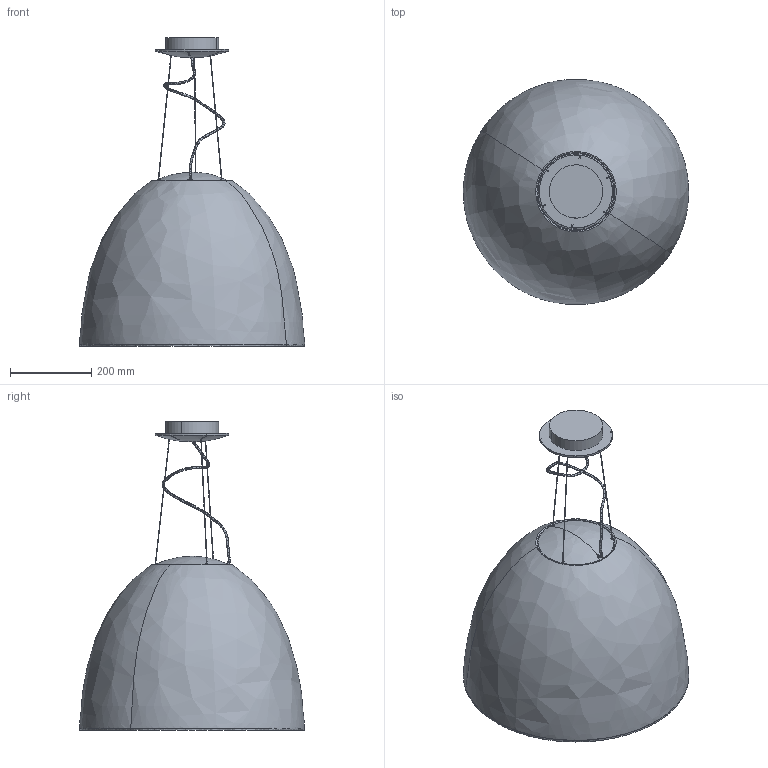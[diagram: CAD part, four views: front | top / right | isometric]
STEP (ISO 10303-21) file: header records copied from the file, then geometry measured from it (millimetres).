
FILE_DESCRIPTION(/* description */ (''),/* implementation_level */ '2;1');
FILE_NAME(/* name */ 'Nur_Gloss_HaloFluo_3D',/* time_stamp */ '2011-11-07T10:28:23+01:00',/* author */ (''),/* organization */ (''),/* preprocessor_version */ 'ST-DEVELOPER v10',/* originating_system */ '',/* authorisation */ '');
FILE_SCHEMA (('CONFIG_CONTROL_DESIGN'));
Length unit declared in the file: millimetre
Products named in the file (1): 1
Bounding box: 553.94 x 553.6 x 759.4 mm (x, y, z)
Volume: 411452.6 mm3; surface area: 1077307 mm2
Topology: 5 solids, 11 shells, 233 faces, 817 edges, 594 vertices
Faces by surface type: bspline 233
Entity records: 11484 total; most frequent: CARTESIAN_POINT 7519, ORIENTED_EDGE 1501, EDGE_CURVE 815, VERTEX_POINT 594, EDGE_LOOP 236, ADVANCED_FACE 233, FACE_OUTER_BOUND 233, B_SPLINE_CURVE_WITH_KNOTS 205
